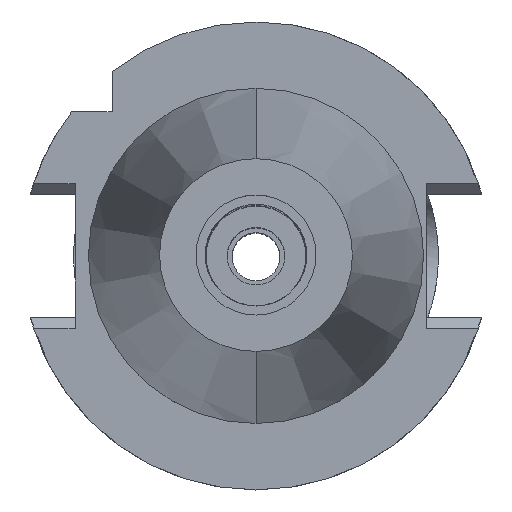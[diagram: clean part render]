
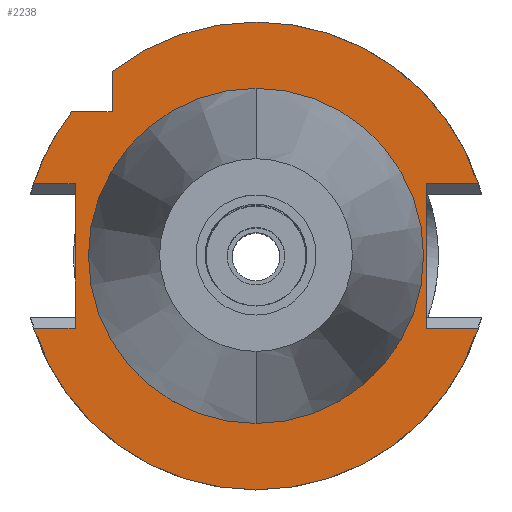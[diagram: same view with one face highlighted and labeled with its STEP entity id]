
A CAD part, top view. The second image highlights one B-rep face of the part: STEP entity #2238.
In plain terms, the highlighted planar face has unit normal (0, 0, 1).
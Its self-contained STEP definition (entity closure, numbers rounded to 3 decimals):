
#108=DIRECTION('',(-1.,0.,0.));
#109=VECTOR('',#108,8.669);
#110=CARTESIAN_POINT('',(-37.7,15.05,-1.5));
#111=LINE('',#110,#109);
#115=CARTESIAN_POINT('',(0.,0.,-1.5));
#116=DIRECTION('',(0.,0.,-1.));
#117=DIRECTION('',(-0.951,0.309,0.));
#118=AXIS2_PLACEMENT_3D('',#115,#116,#117);
#123=DIRECTION('',(0.,1.,0.));
#124=VECTOR('',#123,8.426);
#125=CARTESIAN_POINT('',(-30.,30.,-1.5));
#126=LINE('',#125,#124);
#130=CARTESIAN_POINT('',(0.,0.,-1.5));
#131=DIRECTION('',(0.,0.,-1.));
#132=DIRECTION('',(-0.615,0.788,0.));
#133=AXIS2_PLACEMENT_3D('',#130,#131,#132);
#138=CARTESIAN_POINT('',(0.,0.,-1.5));
#139=DIRECTION('',(0.,0.,-1.));
#140=DIRECTION('',(0.,1.,0.));
#141=AXIS2_PLACEMENT_3D('',#138,#139,#140);
#146=DIRECTION('',(0.,-1.,0.));
#147=VECTOR('',#146,30.1);
#148=CARTESIAN_POINT('',(35.5,15.05,-1.5));
#149=LINE('',#148,#147);
#153=DIRECTION('',(1.,0.,0.));
#154=VECTOR('',#153,10.869);
#155=CARTESIAN_POINT('',(35.5,-15.05,-1.5));
#156=LINE('',#155,#154);
#160=CARTESIAN_POINT('',(0.,0.,-1.5));
#161=DIRECTION('',(0.,0.,-1.));
#162=DIRECTION('',(0.951,-0.309,0.));
#163=AXIS2_PLACEMENT_3D('',#160,#161,#162);
#168=CARTESIAN_POINT('',(0.,0.,-1.5));
#169=DIRECTION('',(0.,0.,-1.));
#170=DIRECTION('',(0.,-1.,0.));
#171=AXIS2_PLACEMENT_3D('',#168,#169,#170);
#176=CARTESIAN_POINT('',(0.,0.,-1.5));
#177=DIRECTION('',(0.,0.,1.));
#178=DIRECTION('',(0.,-1.,0.));
#179=AXIS2_PLACEMENT_3D('',#176,#177,#178);
#184=CARTESIAN_POINT('',(0.,0.,-1.5));
#185=DIRECTION('',(0.,0.,1.));
#186=DIRECTION('',(0.,1.,0.));
#187=AXIS2_PLACEMENT_3D('',#184,#185,#186);
#192=DIRECTION('',(0.,-1.,0.));
#193=VECTOR('',#192,30.1);
#194=CARTESIAN_POINT('',(-37.7,15.05,-1.5));
#195=LINE('',#194,#193);
#264=DIRECTION('',(-1.,0.,0.));
#265=VECTOR('',#264,8.669);
#266=CARTESIAN_POINT('',(-37.7,-15.05,-1.5));
#267=LINE('',#266,#265);
#589=DIRECTION('',(1.,0.,0.));
#590=VECTOR('',#589,10.869);
#591=CARTESIAN_POINT('',(35.5,15.05,-1.5));
#592=LINE('',#591,#590);
#745=DIRECTION('',(-1.,0.,0.));
#746=VECTOR('',#745,8.426);
#747=CARTESIAN_POINT('',(-30.,30.,-1.5));
#748=LINE('',#747,#746);
#1812=CARTESIAN_POINT('',(0.,34.925,-1.5));
#1813=VERTEX_POINT('',#1812);
#1814=CARTESIAN_POINT('',(0.,-34.925,-1.5));
#1815=VERTEX_POINT('',#1814);
#1816=CARTESIAN_POINT('',(-37.7,15.05,-1.5));
#1817=CARTESIAN_POINT('',(-37.7,-15.05,-1.5));
#1818=VERTEX_POINT('',#1816);
#1819=VERTEX_POINT('',#1817);
#1820=CARTESIAN_POINT('',(-46.369,15.05,-1.5));
#1821=VERTEX_POINT('',#1820);
#1822=CARTESIAN_POINT('',(-38.426,30.,-1.5));
#1823=VERTEX_POINT('',#1822);
#1824=CARTESIAN_POINT('',(-30.,30.,-1.5));
#1825=VERTEX_POINT('',#1824);
#1826=CARTESIAN_POINT('',(-30.,38.426,-1.5));
#1827=VERTEX_POINT('',#1826);
#1828=CARTESIAN_POINT('',(0.,48.75,-1.5));
#1829=CARTESIAN_POINT('',(46.369,15.05,-1.5));
#1830=VERTEX_POINT('',#1828);
#1831=VERTEX_POINT('',#1829);
#1832=CARTESIAN_POINT('',(35.5,15.05,-1.5));
#1833=VERTEX_POINT('',#1832);
#1834=CARTESIAN_POINT('',(35.5,-15.05,-1.5));
#1835=VERTEX_POINT('',#1834);
#1836=CARTESIAN_POINT('',(46.369,-15.05,-1.5));
#1837=VERTEX_POINT('',#1836);
#1838=CARTESIAN_POINT('',(0.,-48.75,-1.5));
#1839=CARTESIAN_POINT('',(-46.369,-15.05,-1.5));
#1840=VERTEX_POINT('',#1838);
#1841=VERTEX_POINT('',#1839);
#2201=CARTESIAN_POINT('',(0.,0.,-1.5));
#2202=DIRECTION('',(0.,0.,1.));
#2203=DIRECTION('',(0.,1.,0.));
#2204=AXIS2_PLACEMENT_3D('',#2201,#2202,#2203);
#2205=PLANE('',#2204);
#2207=ORIENTED_EDGE('',*,*,#2206,.F.);
#2209=ORIENTED_EDGE('',*,*,#2208,.T.);
#2211=ORIENTED_EDGE('',*,*,#2210,.T.);
#2213=ORIENTED_EDGE('',*,*,#2212,.F.);
#2215=ORIENTED_EDGE('',*,*,#2214,.T.);
#2217=ORIENTED_EDGE('',*,*,#2216,.T.);
#2219=ORIENTED_EDGE('',*,*,#2218,.T.);
#2221=ORIENTED_EDGE('',*,*,#2220,.F.);
#2223=ORIENTED_EDGE('',*,*,#2222,.T.);
#2225=ORIENTED_EDGE('',*,*,#2224,.T.);
#2227=ORIENTED_EDGE('',*,*,#2226,.T.);
#2229=ORIENTED_EDGE('',*,*,#2228,.T.);
#2231=ORIENTED_EDGE('',*,*,#2230,.F.);
#2232=EDGE_LOOP('',(#2207,#2209,#2211,#2213,#2215,#2217,#2219,#2221,#2223,#2225,
#2227,#2229,#2231));
#2233=FACE_OUTER_BOUND('',#2232,.F.);
#2234=ORIENTED_EDGE('',*,*,#2180,.T.);
#2235=ORIENTED_EDGE('',*,*,#2196,.T.);
#2236=EDGE_LOOP('',(#2234,#2235));
#2237=FACE_BOUND('',#2236,.F.);
#119=CIRCLE('',#118,48.75);
#134=CIRCLE('',#133,48.75);
#142=CIRCLE('',#141,48.75);
#164=CIRCLE('',#163,48.75);
#172=CIRCLE('',#171,48.75);
#180=CIRCLE('',#179,34.925);
#188=CIRCLE('',#187,34.925);
#2180=EDGE_CURVE('',#1815,#1813,#180,.T.);
#2196=EDGE_CURVE('',#1813,#1815,#188,.T.);
#2206=EDGE_CURVE('',#1818,#1819,#195,.T.);
#2208=EDGE_CURVE('',#1818,#1821,#111,.T.);
#2210=EDGE_CURVE('',#1821,#1823,#119,.T.);
#2212=EDGE_CURVE('',#1825,#1823,#748,.T.);
#2214=EDGE_CURVE('',#1825,#1827,#126,.T.);
#2216=EDGE_CURVE('',#1827,#1830,#134,.T.);
#2218=EDGE_CURVE('',#1830,#1831,#142,.T.);
#2220=EDGE_CURVE('',#1833,#1831,#592,.T.);
#2222=EDGE_CURVE('',#1833,#1835,#149,.T.);
#2224=EDGE_CURVE('',#1835,#1837,#156,.T.);
#2226=EDGE_CURVE('',#1837,#1840,#164,.T.);
#2228=EDGE_CURVE('',#1840,#1841,#172,.T.);
#2230=EDGE_CURVE('',#1819,#1841,#267,.T.);
#2238=ADVANCED_FACE('',(#2233,#2237),#2205,.T.);
